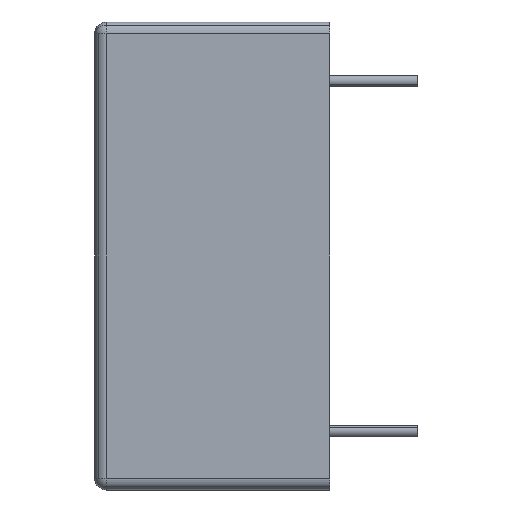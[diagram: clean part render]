
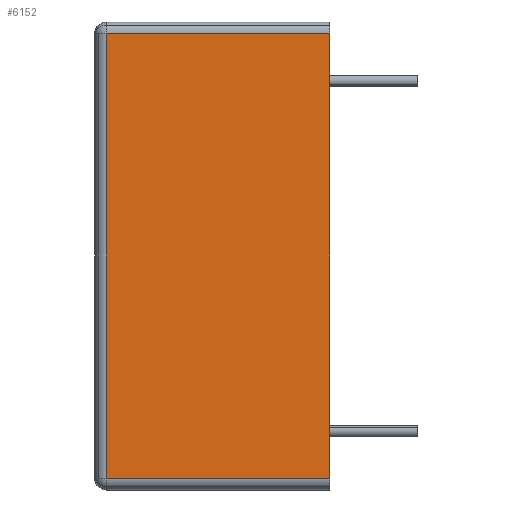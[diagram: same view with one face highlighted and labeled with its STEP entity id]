
A CAD part, left-side view. The second image highlights one B-rep face of the part: STEP entity #6152.
In plain terms, the highlighted planar face has unit normal (-1, 0, 0).
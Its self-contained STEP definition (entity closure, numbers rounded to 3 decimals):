
#5375 = VERTEX_POINT('',#5376);
#5376 = CARTESIAN_POINT('',(-15.9,9.7,-9.65));
#5785 = VERTEX_POINT('',#5786);
#5786 = CARTESIAN_POINT('',(-15.9,9.7,9.65));
#5828 = EDGE_CURVE('',#5375,#5785,#5829,.T.);
#5829 = LINE('',#5830,#5831);
#5830 = CARTESIAN_POINT('',(-15.9,9.7,0.));
#5831 = VECTOR('',#5832,1.);
#5832 = DIRECTION('',(0.,0.,1.));
#5857 = VERTEX_POINT('',#5858);
#5858 = CARTESIAN_POINT('',(-15.9,0.,-9.65));
#5865 = EDGE_CURVE('',#5857,#5375,#5866,.T.);
#5866 = LINE('',#5867,#5868);
#5867 = CARTESIAN_POINT('',(-15.9,7.65,-9.65));
#5868 = VECTOR('',#5869,1.);
#5869 = DIRECTION('',(0.,1.,0.));
#5882 = EDGE_CURVE('',#5785,#5883,#5885,.T.);
#5883 = VERTEX_POINT('',#5884);
#5884 = CARTESIAN_POINT('',(-15.9,0.,9.65));
#5885 = LINE('',#5886,#5887);
#5886 = CARTESIAN_POINT('',(-15.9,7.65,9.65));
#5887 = VECTOR('',#5888,1.);
#5888 = DIRECTION('',(0.,-1.,0.));
#6125 = EDGE_CURVE('',#5883,#5857,#6126,.T.);
#6126 = LINE('',#6127,#6128);
#6127 = CARTESIAN_POINT('',(-15.9,0.,0.));
#6128 = VECTOR('',#6129,1.);
#6129 = DIRECTION('',(0.,0.,-1.));
#6152 = ADVANCED_FACE('',(#6153),#6159,.T.);
#6153 = FACE_BOUND('',#6154,.T.);
#6154 = EDGE_LOOP('',(#6155,#6156,#6157,#6158));
#6155 = ORIENTED_EDGE('',*,*,#5882,.F.);
#6156 = ORIENTED_EDGE('',*,*,#5828,.F.);
#6157 = ORIENTED_EDGE('',*,*,#5865,.F.);
#6158 = ORIENTED_EDGE('',*,*,#6125,.F.);
#6159 = PLANE('',#6160);
#6160 = AXIS2_PLACEMENT_3D('',#6161,#6162,#6163);
#6161 = CARTESIAN_POINT('',(-15.9,10.2,0.));
#6162 = DIRECTION('',(-1.,0.,0.));
#6163 = DIRECTION('',(0.,0.,1.));
